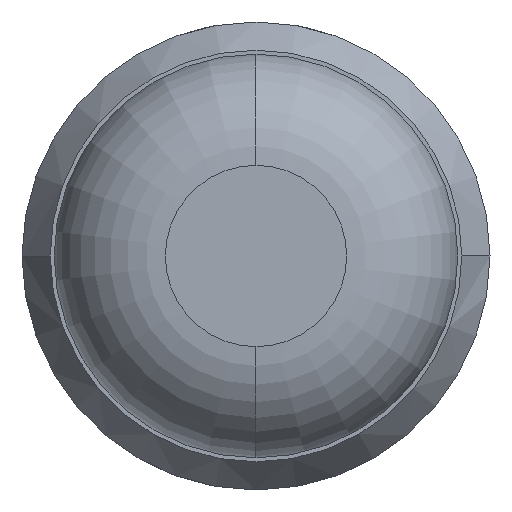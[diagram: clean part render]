
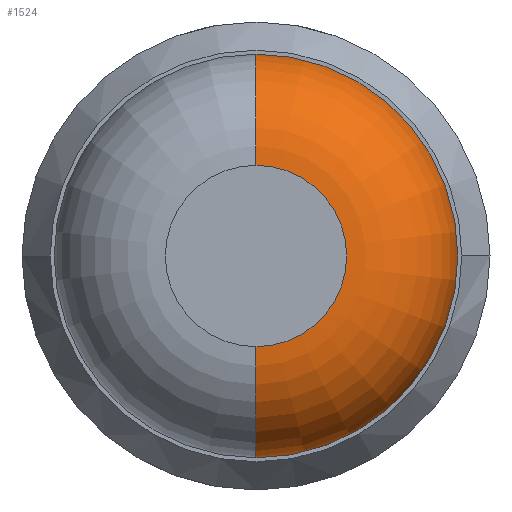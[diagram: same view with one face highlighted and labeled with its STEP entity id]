
A CAD part, front view. The second image highlights one B-rep face of the part: STEP entity #1524.
In plain terms, the highlighted toroidal (fillet/blend) face has major radius 0.155 mm and minor radius 0.19 mm.
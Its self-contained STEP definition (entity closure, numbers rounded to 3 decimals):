
#9 = ORIENTED_EDGE ( 'NONE', *, *, #3151, .F. ) ;
#52 = VERTEX_POINT ( 'NONE', #2714 ) ;
#147 = CIRCLE ( 'NONE', #2374, 0.19 ) ;
#197 = DIRECTION ( 'NONE',  ( -1., 0., 0. ) ) ;
#374 = VERTEX_POINT ( 'NONE', #2976 ) ;
#489 = DIRECTION ( 'NONE',  ( 0., 0., 1. ) ) ;
#738 = CARTESIAN_POINT ( 'NONE',  ( 0., -12.7, 0.155 ) ) ;
#843 = DIRECTION ( 'NONE',  ( 1., 0., 0. ) ) ;
#881 = CARTESIAN_POINT ( 'NONE',  ( 0., -12.7, 0. ) ) ;
#931 = ORIENTED_EDGE ( 'NONE', *, *, #2045, .T. ) ;
#1194 = DIRECTION ( 'NONE',  ( 0., 0., 1. ) ) ;
#1284 = ORIENTED_EDGE ( 'NONE', *, *, #2106, .F. ) ;
#1333 = DIRECTION ( 'NONE',  ( 0., 1., 0. ) ) ;
#1524 = ADVANCED_FACE ( 'Defeature ausgef�hrt1_3', ( #1535 ), #4204, .T. ) ;
#1535 = FACE_OUTER_BOUND ( 'NONE', #2550, .T. ) ;
#1583 = CARTESIAN_POINT ( 'NONE',  ( 0., -12.51, 0.155 ) ) ;
#1865 = DIRECTION ( 'NONE',  ( 0., 0., 1. ) ) ;
#1915 = CARTESIAN_POINT ( 'NONE',  ( 0., -12.51, 0.345 ) ) ;
#1934 = CIRCLE ( 'NONE', #3891, 0.155 ) ;
#2045 = EDGE_CURVE ( 'NONE', #374, #52, #2700, .T. ) ;
#2106 = EDGE_CURVE ( 'NONE', #2315, #3751, #147, .T. ) ;
#2235 = AXIS2_PLACEMENT_3D ( 'NONE', #2557, #843, #3554 ) ;
#2279 = ORIENTED_EDGE ( 'NONE', *, *, #3680, .T. ) ;
#2315 = VERTEX_POINT ( 'NONE', #738 ) ;
#2374 = AXIS2_PLACEMENT_3D ( 'NONE', #1583, #197, #489 ) ;
#2550 = EDGE_LOOP ( 'NONE', ( #2279, #931, #9, #1284 ) ) ;
#2557 = CARTESIAN_POINT ( 'NONE',  ( 0., -12.51, -0.155 ) ) ;
#2558 = DIRECTION ( 'NONE',  ( 0., 1., 0. ) ) ;
#2578 = DIRECTION ( 'NONE',  ( 0., 1., 0. ) ) ;
#2700 = CIRCLE ( 'NONE', #2235, 0.19 ) ;
#2714 = CARTESIAN_POINT ( 'NONE',  ( 0., -12.51, -0.345 ) ) ;
#2976 = CARTESIAN_POINT ( 'NONE',  ( 0., -12.7, -0.155 ) ) ;
#3151 = EDGE_CURVE ( 'Defeature ausgef�hrt1_1+Defeature ausgef�hrt1_3+Defeature ausgef�hrt1_3+Defeature ausgef�hrt1_3', #3751, #52, #4330, .T. ) ;
#3319 = DIRECTION ( 'NONE',  ( 0., 0., 1. ) ) ;
#3554 = DIRECTION ( 'NONE',  ( 0., 0., -1. ) ) ;
#3680 = EDGE_CURVE ( 'Defeature ausgef�hrt1_3+Defeature ausgef�hrt1_4+Defeature ausgef�hrt1_4+Defeature ausgef�hrt1_4', #2315, #374, #1934, .T. ) ;
#3751 = VERTEX_POINT ( 'NONE', #1915 ) ;
#3869 = CARTESIAN_POINT ( 'NONE',  ( 0., -12.51, 0. ) ) ;
#3891 = AXIS2_PLACEMENT_3D ( 'NONE', #881, #2578, #1194 ) ;
#3994 = CARTESIAN_POINT ( 'NONE',  ( 0., -12.51, 0. ) ) ;
#4019 = AXIS2_PLACEMENT_3D ( 'NONE', #3869, #2558, #1865 ) ;
#4204 = TOROIDAL_SURFACE ( 'NONE', #4019, 0.155, 0.19 ) ;
#4307 = AXIS2_PLACEMENT_3D ( 'NONE', #3994, #1333, #3319 ) ;
#4330 = CIRCLE ( 'NONE', #4307, 0.345 ) ;
